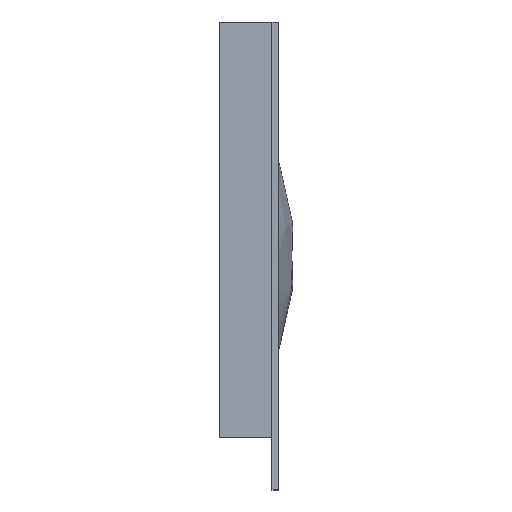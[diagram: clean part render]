
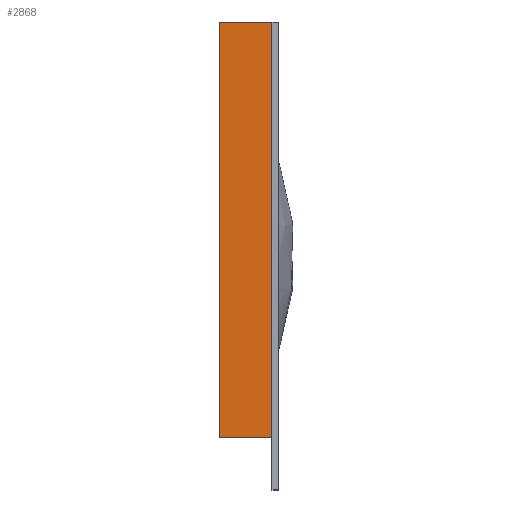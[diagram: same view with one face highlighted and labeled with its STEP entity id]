
A CAD part, left-side view. The second image highlights one B-rep face of the part: STEP entity #2868.
In plain terms, the highlighted planar face has unit normal (-1, 0, 0).
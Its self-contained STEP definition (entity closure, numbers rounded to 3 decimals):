
#1754 = EDGE_LOOP ( 'NONE', ( #2013, #2014, #2015, #2017 ) ) ;
#1989 = VERTEX_POINT ( 'NONE', #3445 ) ;
#1992 = VERTEX_POINT ( 'NONE', #3448 ) ;
#1994 = VERTEX_POINT ( 'NONE', #3450 ) ;
#1995 = VERTEX_POINT ( 'NONE', #3451 ) ;
#2013 = ORIENTED_EDGE ( 'NONE', *, *, #12287, .T. ) ;
#2014 = ORIENTED_EDGE ( 'NONE', *, *, #2909, .T. ) ;
#2015 = ORIENTED_EDGE ( 'NONE', *, *, #2910, .T. ) ;
#2017 = ORIENTED_EDGE ( 'NONE', *, *, #2911, .F. ) ;
#2868 = ADVANCED_FACE ( 'NONE', ( #8274 ), #8388, .T. ) ;
#2909 = EDGE_CURVE ( 'NONE', #1995, #1992, #8990, .T. ) ;
#2910 = EDGE_CURVE ( 'NONE', #1992, #1989, #8991, .T. ) ;
#2911 = EDGE_CURVE ( 'NONE', #1994, #1989, #8992, .T. ) ;
#3445 = CARTESIAN_POINT ( 'NONE',  ( -29.5, 3.7, -11.35 ) ) ;
#3448 = CARTESIAN_POINT ( 'NONE',  ( -29.5, 3.7, 14.65 ) ) ;
#3450 = CARTESIAN_POINT ( 'NONE',  ( -29.5, 0.4, -11.35 ) ) ;
#3451 = CARTESIAN_POINT ( 'NONE',  ( -29.5, 0.4, 14.65 ) ) ;
#8274 = FACE_OUTER_BOUND ( 'NONE', #1754, .T. ) ;
#8388 = PLANE ( 'NONE',  #8476 ) ;
#8389 = CARTESIAN_POINT ( 'NONE',  ( -29.5, 3.7, 14.65 ) ) ;
#8390 = DIRECTION ( 'NONE',  ( -1., 0., 0. ) ) ;
#8391 = DIRECTION ( 'NONE',  ( 0., 0., 1. ) ) ;
#8476 = AXIS2_PLACEMENT_3D ( 'NONE', #8389, #8390, #8391 ) ;
#8835 = VECTOR ( 'NONE', #9132, 1000. ) ;
#8836 = VECTOR ( 'NONE', #9134, 1000. ) ;
#8837 = VECTOR ( 'NONE', #9136, 1000. ) ;
#8990 = LINE ( 'NONE', #9131, #8835 ) ;
#8991 = LINE ( 'NONE', #9133, #8836 ) ;
#8992 = LINE ( 'NONE', #9135, #8837 ) ;
#9042 = LINE ( 'NONE', #9340, #9288 ) ;
#9131 = CARTESIAN_POINT ( 'NONE',  ( -29.5, 3.7, 14.65 ) ) ;
#9132 = DIRECTION ( 'NONE',  ( 0., 1., 0. ) ) ;
#9133 = CARTESIAN_POINT ( 'NONE',  ( -29.5, 3.7, 14.65 ) ) ;
#9134 = DIRECTION ( 'NONE',  ( 0., 0., -1. ) ) ;
#9135 = CARTESIAN_POINT ( 'NONE',  ( -29.5, 3.7, -11.35 ) ) ;
#9136 = DIRECTION ( 'NONE',  ( 0., 1., 0. ) ) ;
#9288 = VECTOR ( 'NONE', #9341, 1000. ) ;
#9340 = CARTESIAN_POINT ( 'NONE',  ( -29.5, 0.4, 14.65 ) ) ;
#9341 = DIRECTION ( 'NONE',  ( 0., 0., 1. ) ) ;
#12287 = EDGE_CURVE ( 'NONE', #1994, #1995, #9042, .T. ) ;
